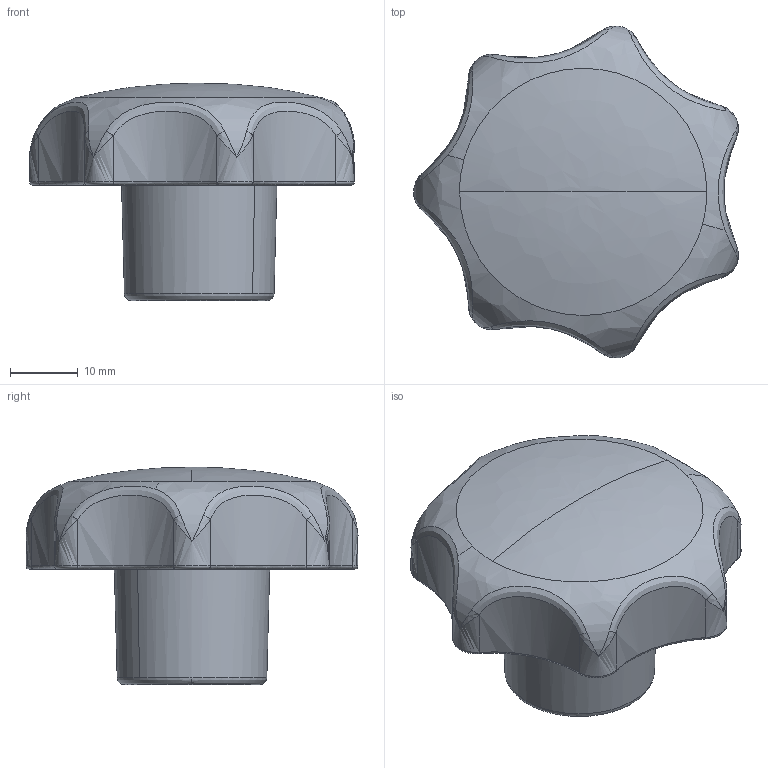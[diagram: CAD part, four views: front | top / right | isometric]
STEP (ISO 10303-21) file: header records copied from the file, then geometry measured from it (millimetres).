
FILE_DESCRIPTION((''),'2;1');
FILE_NAME('','2007-12-14T10:59:37',(''),(''),'','CADfix','');
FILE_SCHEMA(('AUTOMOTIVE_DESIGN { 1 0 10303 214 1 1 1 1 }'));
Length unit declared in the file: millimetre
Bounding box: 47.87 x 48.92 x 32 mm (x, y, z)
Volume: 17713 mm3; surface area: 9980.9 mm2
Topology: 2 solids, 2 shells, 86 faces, 265 edges, 169 vertices
Faces by surface type: bspline 86
Entity records: 8208 total; most frequent: CARTESIAN_POINT 6739, ORIENTED_EDGE 498, EDGE_CURVE 249, B_SPLINE_CURVE_WITH_KNOTS 209, VERTEX_POINT 169, EDGE_LOOP 90, FACE_OUTER_BOUND 86, ADVANCED_FACE 86
